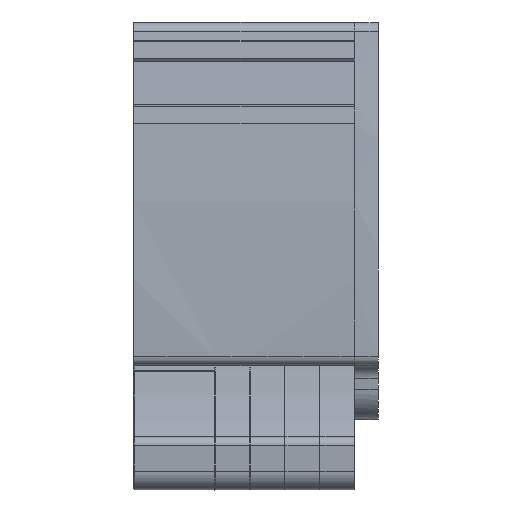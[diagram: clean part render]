
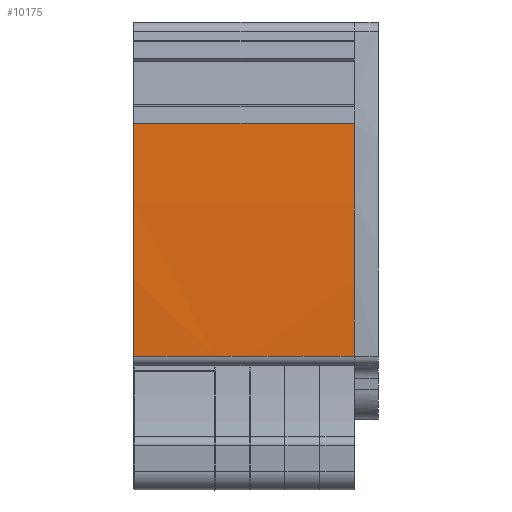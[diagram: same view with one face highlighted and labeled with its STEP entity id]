
A CAD part, front view. The second image highlights one B-rep face of the part: STEP entity #10175.
In plain terms, the highlighted cylindrical face has radius 180 mm (diameter 360 mm), a partial arc.
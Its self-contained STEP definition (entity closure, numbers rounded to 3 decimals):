
#1020=AXIS2_PLACEMENT_3D('Circle Axis2P3D',#1018,#1019,$) ;
#9651=AXIS2_PLACEMENT_3D('Cylinder Axis2P3D',#9648,#9649,#9650) ;
#10162=AXIS2_PLACEMENT_3D('Circle Axis2P3D',#10160,#10161,$) ;
#1015=CARTESIAN_POINT('Vertex',(0.,1.526,13.384)) ;
#1018=CARTESIAN_POINT('Axis2P3D Location',(0.,181.135,25.25)) ;
#1022=CARTESIAN_POINT('Vertex',(0.,1.5,36.714)) ;
#9648=CARTESIAN_POINT('Axis2P3D Location',(4.05,181.135,25.25)) ;
#10106=CARTESIAN_POINT('Line Origine',(11.05,1.5,36.714)) ;
#10110=CARTESIAN_POINT('Vertex',(22.1,1.5,36.714)) ;
#10125=CARTESIAN_POINT('Line Origine',(4.05,1.526,13.384)) ;
#10129=CARTESIAN_POINT('Vertex',(8.1,1.526,13.384)) ;
#10132=CARTESIAN_POINT('Line Origine',(4.05,1.526,13.384)) ;
#10136=CARTESIAN_POINT('Vertex',(11.6,1.526,13.384)) ;
#10139=CARTESIAN_POINT('Line Origine',(4.05,1.526,13.384)) ;
#10143=CARTESIAN_POINT('Vertex',(15.1,1.526,13.384)) ;
#10146=CARTESIAN_POINT('Line Origine',(4.05,1.526,13.384)) ;
#10150=CARTESIAN_POINT('Vertex',(18.6,1.526,13.384)) ;
#10153=CARTESIAN_POINT('Line Origine',(4.05,1.526,13.384)) ;
#10157=CARTESIAN_POINT('Vertex',(22.1,1.526,13.384)) ;
#10160=CARTESIAN_POINT('Axis2P3D Location',(22.1,181.135,25.25)) ;
#1019=DIRECTION('Axis2P3D Direction',(1.,0.,0.)) ;
#9649=DIRECTION('Axis2P3D Direction',(1.,0.,0.)) ;
#9650=DIRECTION('Axis2P3D XDirection',(0.,-0.993,0.115)) ;
#10107=DIRECTION('Vector Direction',(1.,0.,0.)) ;
#10126=DIRECTION('Vector Direction',(1.,0.,0.)) ;
#10133=DIRECTION('Vector Direction',(1.,0.,0.)) ;
#10140=DIRECTION('Vector Direction',(1.,0.,0.)) ;
#10147=DIRECTION('Vector Direction',(1.,0.,0.)) ;
#10154=DIRECTION('Vector Direction',(1.,0.,0.)) ;
#10161=DIRECTION('Axis2P3D Direction',(1.,0.,0.)) ;
#10108=VECTOR('Line Direction',#10107,1.) ;
#10127=VECTOR('Line Direction',#10126,1.) ;
#10134=VECTOR('Line Direction',#10133,1.) ;
#10141=VECTOR('Line Direction',#10140,1.) ;
#10148=VECTOR('Line Direction',#10147,1.) ;
#10155=VECTOR('Line Direction',#10154,1.) ;
#10166=ORIENTED_EDGE('',*,*,#10112,.T.) ;
#10167=ORIENTED_EDGE('',*,*,#1024,.T.) ;
#10168=ORIENTED_EDGE('',*,*,#10131,.F.) ;
#10169=ORIENTED_EDGE('',*,*,#10138,.F.) ;
#10170=ORIENTED_EDGE('',*,*,#10145,.F.) ;
#10171=ORIENTED_EDGE('',*,*,#10152,.F.) ;
#10172=ORIENTED_EDGE('',*,*,#10159,.F.) ;
#10173=ORIENTED_EDGE('',*,*,#10164,.T.) ;
#10175=ADVANCED_FACE('SET AAP13 6/1.5/12C',(#10174),#9652,.T.) ;
#1021=CIRCLE('generated circle',#1020,180.) ;
#10163=CIRCLE('generated circle',#10162,180.) ;
#9652=CYLINDRICAL_SURFACE('generated cylinder',#9651,180.) ;
#1024=EDGE_CURVE('',#1023,#1016,#1021,.T.) ;
#10112=EDGE_CURVE('',#10111,#1023,#10109,.F.) ;
#10131=EDGE_CURVE('',#10130,#1016,#10128,.F.) ;
#10138=EDGE_CURVE('',#10137,#10130,#10135,.F.) ;
#10145=EDGE_CURVE('',#10144,#10137,#10142,.F.) ;
#10152=EDGE_CURVE('',#10151,#10144,#10149,.F.) ;
#10159=EDGE_CURVE('',#10158,#10151,#10156,.F.) ;
#10164=EDGE_CURVE('',#10158,#10111,#10163,.F.) ;
#10165=EDGE_LOOP('',(#10166,#10167,#10168,#10169,#10170,#10171,#10172,#10173)) ;
#10174=FACE_OUTER_BOUND('',#10165,.T.) ;
#10109=LINE('Line',#10106,#10108) ;
#10128=LINE('Line',#10125,#10127) ;
#10135=LINE('Line',#10132,#10134) ;
#10142=LINE('Line',#10139,#10141) ;
#10149=LINE('Line',#10146,#10148) ;
#10156=LINE('Line',#10153,#10155) ;
#1016=VERTEX_POINT('',#1015) ;
#1023=VERTEX_POINT('',#1022) ;
#10111=VERTEX_POINT('',#10110) ;
#10130=VERTEX_POINT('',#10129) ;
#10137=VERTEX_POINT('',#10136) ;
#10144=VERTEX_POINT('',#10143) ;
#10151=VERTEX_POINT('',#10150) ;
#10158=VERTEX_POINT('',#10157) ;
